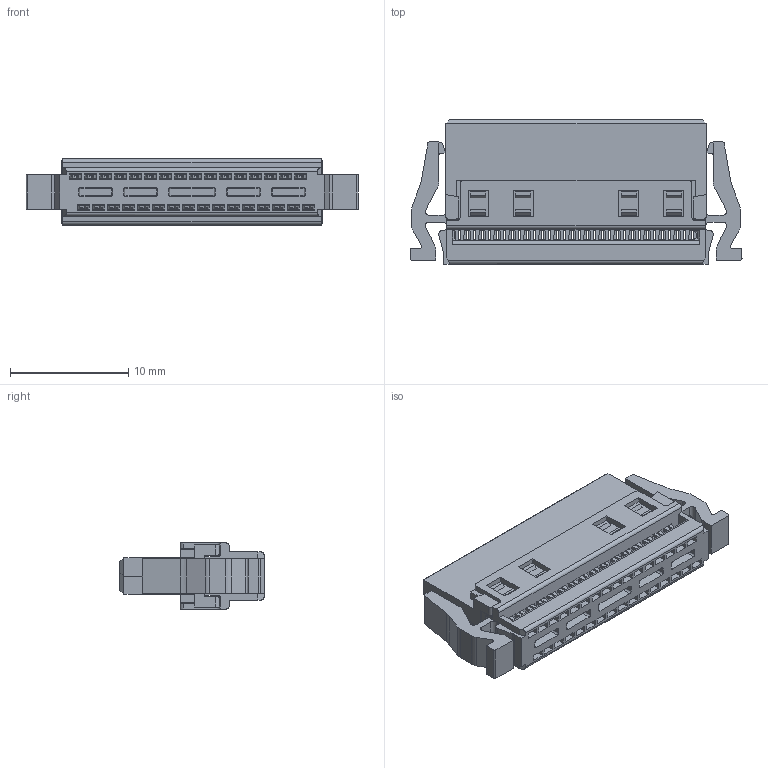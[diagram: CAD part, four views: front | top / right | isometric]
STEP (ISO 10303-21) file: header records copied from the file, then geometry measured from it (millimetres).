
FILE_DESCRIPTION(('CATIA V5 STEP Exchange','CAx-IF Rec.Pracs.--- Model Styling and Organization---1.4--- 2014-01-23'),'2;1');
FILE_NAME ('D1463937_0', '2020-10-01T11:48:33+00:00', ('none'), ('Weidmueller'), 'CATIA Version 5-6 Release 2016 SP3 HF44', 'CATIA V5 STEP AP214', 'none');
FILE_SCHEMA(('AUTOMOTIVE_DESIGN { 1 0 10303 214 1 1 1 1 }'));
Products named in the file (1): 2747560000
Bounding box: 28.1 x 12.2 x 5.6 mm (x, y, z)
Volume: 1026 mm3; surface area: 2342.4 mm2
Topology: 1 solids, 1 shells, 1842 faces, 5054 edges, 3364 vertices
Faces by surface type: plane 1456, cylinder 366, cone 20
Entity records: 59761 total; most frequent: CARTESIAN_POINT 12907, ORIENTED_EDGE 10108, DIRECTION 8084, EDGE_CURVE 5054, VECTOR 4264, LINE 4264, VERTEX_POINT 3364, AXIS2_PLACEMENT_3D 2102
